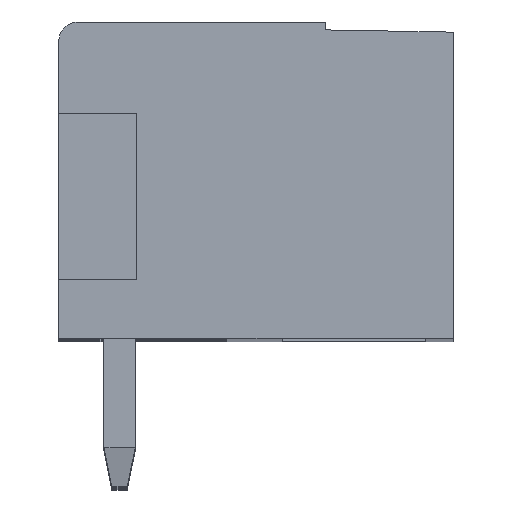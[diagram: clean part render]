
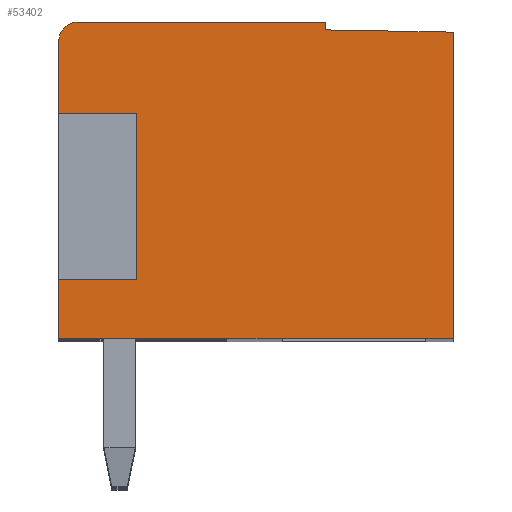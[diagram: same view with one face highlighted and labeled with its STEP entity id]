
A CAD part, top view. The second image highlights one B-rep face of the part: STEP entity #53402.
In plain terms, the highlighted planar face has unit normal (0, 0, 1).
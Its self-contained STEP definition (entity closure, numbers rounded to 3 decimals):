
#471=DIRECTION('',(-1.,0.,0.));
#472=VECTOR('',#471,6.326);
#473=CARTESIAN_POINT('',(-13.889,8.199,168.212));
#474=LINE('',#473,#472);
#19185=DIRECTION('',(0.,-1.,0.));
#19186=VECTOR('',#19185,7.84);
#19187=CARTESIAN_POINT('',(-10.615,7.94,
168.212));
#19188=LINE('',#19187,#19186);
#19189=DIRECTION('',(-1.,0.,0.));
#19190=VECTOR('',#19189,10.1);
#19191=CARTESIAN_POINT('',(-10.615,0.099,
168.212));
#19192=LINE('',#19191,#19190);
#19193=DIRECTION('',(0.,1.,0.));
#19194=VECTOR('',#19193,1.5);
#19195=CARTESIAN_POINT('',(-20.715,0.099,
168.212));
#19196=LINE('',#19195,#19194);
#19197=DIRECTION('',(1.,0.,0.));
#19198=VECTOR('',#19197,2.);
#19199=CARTESIAN_POINT('',(-20.715,1.599,
168.212));
#19200=LINE('',#19199,#19198);
#19201=DIRECTION('',(0.,1.,0.));
#19202=VECTOR('',#19201,1.85);
#19203=CARTESIAN_POINT('',(-20.715,5.849,
168.212));
#19204=LINE('',#19203,#19202);
#19205=CARTESIAN_POINT('',(-20.215,7.699,
168.212));
#19206=DIRECTION('',(0.,0.,-1.));
#19207=DIRECTION('',(-1.,0.,0.));
#19208=AXIS2_PLACEMENT_3D('',#19205,#19206,#19207);
#19210=DIRECTION('',(0.,-1.,0.));
#19211=VECTOR('',#19210,0.202);
#19212=CARTESIAN_POINT('',(-13.889,8.199,
168.212));
#19213=LINE('',#19212,#19211);
#19214=DIRECTION('',(1.,-0.017,0.));
#19215=VECTOR('',#19214,3.274);
#19216=CARTESIAN_POINT('',(-13.889,7.997,
168.212));
#19217=LINE('',#19216,#19215);
#19246=DIRECTION('',(1.,0.,0.));
#19247=VECTOR('',#19246,2.);
#19248=CARTESIAN_POINT('',(-20.715,5.849,
168.212));
#19249=LINE('',#19248,#19247);
#19254=DIRECTION('',(0.,-1.,0.));
#19255=VECTOR('',#19254,4.25);
#19256=CARTESIAN_POINT('',(-18.715,5.849,
168.212));
#19257=LINE('',#19256,#19255);
#19258=CARTESIAN_POINT('',(-10.615,7.94,
168.212));
#19259=CARTESIAN_POINT('',(-10.615,0.099,
168.212));
#19260=VERTEX_POINT('',#19258);
#19261=VERTEX_POINT('',#19259);
#19494=CARTESIAN_POINT('',(-20.715,5.849,
168.212));
#19495=CARTESIAN_POINT('',(-20.715,7.699,
168.212));
#19496=VERTEX_POINT('',#19494);
#19497=VERTEX_POINT('',#19495);
#19502=CARTESIAN_POINT('',(-20.715,1.599,
168.212));
#19503=VERTEX_POINT('',#19502);
#19504=CARTESIAN_POINT('',(-20.715,0.099,
168.212));
#19505=VERTEX_POINT('',#19504);
#19534=CARTESIAN_POINT('',(-20.215,8.199,
168.212));
#19535=VERTEX_POINT('',#19534);
#19536=CARTESIAN_POINT('',(-13.889,8.199,
168.212));
#19537=VERTEX_POINT('',#19536);
#19538=CARTESIAN_POINT('',(-13.889,7.997,
168.212));
#19539=VERTEX_POINT('',#19538);
#19540=CARTESIAN_POINT('',(-18.715,1.599,
168.212));
#19541=VERTEX_POINT('',#19540);
#19542=CARTESIAN_POINT('',(-18.715,5.849,
168.212));
#19543=VERTEX_POINT('',#19542);
#53381=CARTESIAN_POINT('',(-10.615,0.099,
168.212));
#53382=DIRECTION('',(0.,0.,-1.));
#53383=DIRECTION('',(0.,1.,0.));
#53384=AXIS2_PLACEMENT_3D('',#53381,#53382,#53383);
#53385=PLANE('',#53384);
#53386=ORIENTED_EDGE('',*,*,#25193,.T.);
#53387=ORIENTED_EDGE('',*,*,#27509,.T.);
#53388=ORIENTED_EDGE('',*,*,#25698,.T.);
#53390=ORIENTED_EDGE('',*,*,#53389,.T.);
#53392=ORIENTED_EDGE('',*,*,#53391,.F.);
#53394=ORIENTED_EDGE('',*,*,#53393,.F.);
#53395=ORIENTED_EDGE('',*,*,#25690,.T.);
#53396=ORIENTED_EDGE('',*,*,#25655,.T.);
#53397=ORIENTED_EDGE('',*,*,#25640,.F.);
#53398=ORIENTED_EDGE('',*,*,#25625,.T.);
#53399=ORIENTED_EDGE('',*,*,#25610,.T.);
#53400=EDGE_LOOP('',(#53386,#53387,#53388,#53390,#53392,#53394,#53395,#53396,
#53397,#53398,#53399));
#53401=FACE_OUTER_BOUND('',#53400,.F.);
#19209=CIRCLE('',#19208,0.5);
#25193=EDGE_CURVE('',#19260,#19261,#19188,.T.);
#25610=EDGE_CURVE('',#19539,#19260,#19217,.T.);
#25625=EDGE_CURVE('',#19537,#19539,#19213,.T.);
#25640=EDGE_CURVE('',#19537,#19535,#474,.T.);
#25655=EDGE_CURVE('',#19497,#19535,#19209,.T.);
#25690=EDGE_CURVE('',#19496,#19497,#19204,.T.);
#25698=EDGE_CURVE('',#19505,#19503,#19196,.T.);
#27509=EDGE_CURVE('',#19261,#19505,#19192,.T.);
#53389=EDGE_CURVE('',#19503,#19541,#19200,.T.);
#53391=EDGE_CURVE('',#19543,#19541,#19257,.T.);
#53393=EDGE_CURVE('',#19496,#19543,#19249,.T.);
#53402=ADVANCED_FACE('',(#53401),#53385,.F.);
